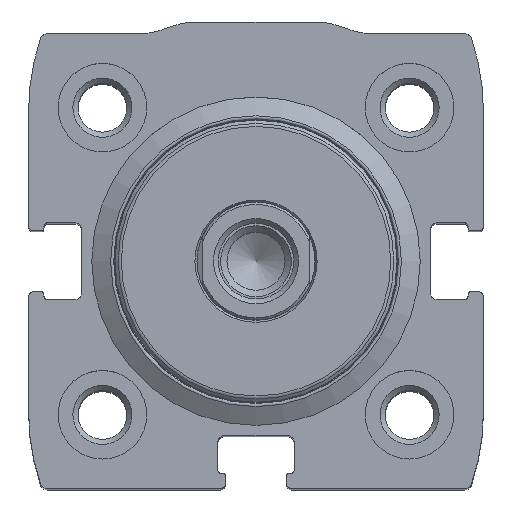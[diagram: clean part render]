
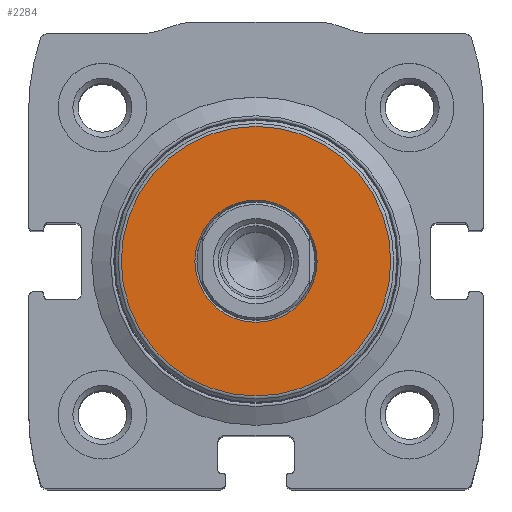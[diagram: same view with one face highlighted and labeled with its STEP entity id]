
A CAD part, top view. The second image highlights one B-rep face of the part: STEP entity #2284.
In plain terms, the highlighted planar face has unit normal (0, 0, 1).
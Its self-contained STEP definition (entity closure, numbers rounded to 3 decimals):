
#192=CIRCLE('',#2591,11.41);
#193=CIRCLE('',#2593,5.173);
#795=ORIENTED_EDGE('',*,*,#1120,.T.);
#796=ORIENTED_EDGE('',*,*,#1119,.F.);
#1119=EDGE_CURVE('',#1345,#1345,#192,.T.);
#1120=EDGE_CURVE('',#1346,#1346,#193,.T.);
#1345=VERTEX_POINT('',#3960);
#1346=VERTEX_POINT('',#3963);
#1832=EDGE_LOOP('',(#795));
#1833=EDGE_LOOP('',(#796));
#2060=FACE_BOUND('',#1832,.T.);
#2061=FACE_BOUND('',#1833,.T.);
#2148=PLANE('',#2592);
#2284=ADVANCED_FACE('',(#2060,#2061),#2148,.T.);
#2591=AXIS2_PLACEMENT_3D('',#3959,#3281,#3282);
#2592=AXIS2_PLACEMENT_3D('',#3961,#3283,#3284);
#2593=AXIS2_PLACEMENT_3D('',#3962,#3285,#3286);
#3281=DIRECTION('',(0.,0.,-1.));
#3282=DIRECTION('',(-1.,0.,0.));
#3283=DIRECTION('',(0.,0.,1.));
#3284=DIRECTION('',(1.,0.,0.));
#3285=DIRECTION('',(0.,0.,-1.));
#3286=DIRECTION('',(-1.,0.,0.));
#3959=CARTESIAN_POINT('',(0.,0.,68.3));
#3960=CARTESIAN_POINT('',(-11.41,0.,68.3));
#3961=CARTESIAN_POINT('',(0.,11.41,68.3));
#3962=CARTESIAN_POINT('',(0.,0.,68.3));
#3963=CARTESIAN_POINT('',(-5.173,0.,68.3));
